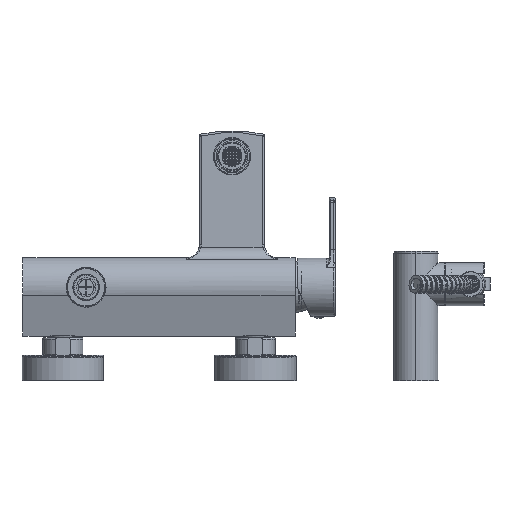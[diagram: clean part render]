
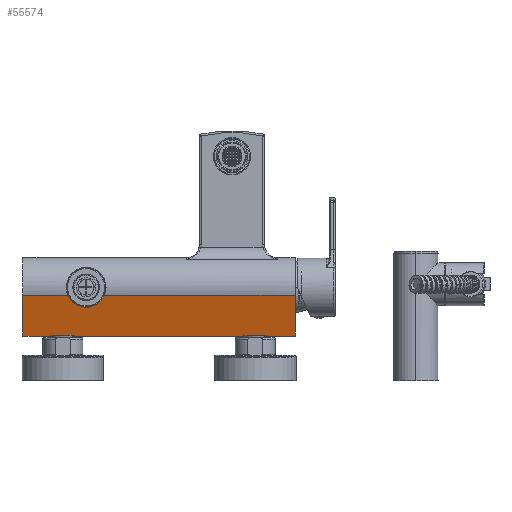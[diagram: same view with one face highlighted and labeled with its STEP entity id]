
A CAD part, front view. The second image highlights one B-rep face of the part: STEP entity #55574.
In plain terms, the highlighted planar face has unit normal (0, -0.961, -0.277).
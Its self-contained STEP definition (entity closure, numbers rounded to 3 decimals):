
#4588=CARTESIAN_POINT('',(-42.665,-22.103,
-6.359));
#4685=CARTESIAN_POINT('',(-70.935,-22.103,
-6.359));
#4702=DIRECTION('',(-1.,0.,0.));
#4703=VECTOR('',#4702,35.065);
#4704=CARTESIAN_POINT('',(-70.935,-22.103,
-6.359));
#4705=LINE('',#4704,#4703);
#4706=DIRECTION('',(-1.,0.,0.));
#4707=VECTOR('',#4706,148.665);
#4708=CARTESIAN_POINT('',(106.,-22.103,-6.359));
#4709=LINE('',#4708,#4707);
#7808=CARTESIAN_POINT('',(-42.665,-22.103,
-6.359));
#7809=CARTESIAN_POINT('',(-42.812,-22.009,
-6.687));
#7810=CARTESIAN_POINT('',(-43.106,-21.838,
-7.282));
#7811=CARTESIAN_POINT('',(-43.548,-21.616,
-8.055));
#7812=CARTESIAN_POINT('',(-43.99,-21.419,
-8.738));
#7813=CARTESIAN_POINT('',(-44.579,-21.184,
-9.556));
#7814=CARTESIAN_POINT('',(-45.315,-20.93,
-10.436));
#7815=CARTESIAN_POINT('',(-46.198,-20.674,
-11.329));
#7816=CARTESIAN_POINT('',(-47.082,-20.454,
-12.093));
#7817=CARTESIAN_POINT('',(-48.26,-20.201,
-12.97));
#7818=CARTESIAN_POINT('',(-49.732,-19.951,
-13.842));
#7819=CARTESIAN_POINT('',(-51.499,-19.731,
-14.606));
#7820=CARTESIAN_POINT('',(-53.266,-19.581,
-15.128));
#7821=CARTESIAN_POINT('',(-55.033,-19.493,
-15.433));
#7822=CARTESIAN_POINT('',(-56.8,-19.464,-15.533));
#7823=CARTESIAN_POINT('',(-58.567,-19.493,
-15.433));
#7824=CARTESIAN_POINT('',(-60.334,-19.581,
-15.128));
#7825=CARTESIAN_POINT('',(-62.101,-19.731,
-14.606));
#7826=CARTESIAN_POINT('',(-63.868,-19.951,
-13.842));
#7827=CARTESIAN_POINT('',(-65.34,-20.201,
-12.97));
#7828=CARTESIAN_POINT('',(-66.518,-20.454,
-12.093));
#7829=CARTESIAN_POINT('',(-67.402,-20.674,
-11.329));
#7830=CARTESIAN_POINT('',(-68.285,-20.93,
-10.436));
#7831=CARTESIAN_POINT('',(-69.021,-21.184,
-9.556));
#7832=CARTESIAN_POINT('',(-69.61,-21.419,
-8.738));
#7833=CARTESIAN_POINT('',(-70.052,-21.616,
-8.055));
#7834=CARTESIAN_POINT('',(-70.494,-21.838,
-7.282));
#7835=CARTESIAN_POINT('',(-70.788,-22.009,
-6.687));
#7836=CARTESIAN_POINT('',(-70.935,-22.103,
-6.359));
#7838=DIRECTION('',(-1.,0.,0.));
#7839=VECTOR('',#7838,23.517);
#7840=CARTESIAN_POINT('',(106.,-13.,-38.));
#7841=LINE('',#7840,#7839);
#7842=CARTESIAN_POINT('',(82.483,-13.,-38.));
#7843=CARTESIAN_POINT('',(82.4,-13.048,
-37.833));
#7844=CARTESIAN_POINT('',(82.314,-13.096,
-37.666));
#7845=CARTESIAN_POINT('',(82.228,-13.144,-37.5));
#7847=DIRECTION('',(1.,0.,0.));
#7848=VECTOR('',#7847,14.455);
#7849=CARTESIAN_POINT('',(67.772,-13.144,-37.5));
#7850=LINE('',#7849,#7848);
#7851=CARTESIAN_POINT('',(67.772,-13.144,-37.5));
#7852=CARTESIAN_POINT('',(67.686,-13.096,
-37.666));
#7853=CARTESIAN_POINT('',(67.6,-13.048,
-37.833));
#7854=CARTESIAN_POINT('',(67.517,-13.,-38.));
#7856=DIRECTION('',(-1.,0.,0.));
#7857=VECTOR('',#7856,135.033);
#7858=CARTESIAN_POINT('',(67.517,-13.,-38.));
#7859=LINE('',#7858,#7857);
#7860=CARTESIAN_POINT('',(-67.772,-13.144,-37.5));
#7861=CARTESIAN_POINT('',(-67.686,-13.096,
-37.666));
#7862=CARTESIAN_POINT('',(-67.6,-13.048,
-37.833));
#7863=CARTESIAN_POINT('',(-67.517,-13.,-38.));
#7865=DIRECTION('',(-1.,0.,0.));
#7866=VECTOR('',#7865,14.455);
#7867=CARTESIAN_POINT('',(-67.772,-13.144,-37.5));
#7868=LINE('',#7867,#7866);
#7869=CARTESIAN_POINT('',(-82.483,-13.,-38.));
#7870=CARTESIAN_POINT('',(-82.4,-13.048,
-37.833));
#7871=CARTESIAN_POINT('',(-82.314,-13.096,
-37.666));
#7872=CARTESIAN_POINT('',(-82.228,-13.144,-37.5));
#7874=DIRECTION('',(-1.,0.,0.));
#7875=VECTOR('',#7874,23.517);
#7876=CARTESIAN_POINT('',(-82.483,-13.,-38.));
#7877=LINE('',#7876,#7875);
#7882=DIRECTION('',(0.,-0.276,0.961));
#7883=VECTOR('',#7882,32.924);
#7884=CARTESIAN_POINT('',(106.,-13.,-38.));
#7885=LINE('',#7884,#7883);
#7988=DIRECTION('',(0.,-0.276,0.961));
#7989=VECTOR('',#7988,32.924);
#7990=CARTESIAN_POINT('',(-106.,-13.,-38.));
#7991=LINE('',#7990,#7989);
#40388=CARTESIAN_POINT('',(106.,-13.,-38.));
#40390=VERTEX_POINT('',#40388);
#40391=CARTESIAN_POINT('',(106.,-22.103,-6.359));
#40393=VERTEX_POINT('',#40391);
#40396=CARTESIAN_POINT('',(-106.,-13.,-38.));
#40398=VERTEX_POINT('',#40396);
#40399=CARTESIAN_POINT('',(-106.,-22.103,-6.359));
#40401=VERTEX_POINT('',#40399);
#40516=CARTESIAN_POINT('',(67.772,-13.144,-37.5));
#40517=CARTESIAN_POINT('',(82.228,-13.144,-37.5));
#40518=VERTEX_POINT('',#40516);
#40519=VERTEX_POINT('',#40517);
#40520=VERTEX_POINT('',#7842);
#40521=VERTEX_POINT('',#7854);
#40528=CARTESIAN_POINT('',(-82.228,-13.144,-37.5));
#40530=VERTEX_POINT('',#40528);
#40533=CARTESIAN_POINT('',(-67.772,-13.144,-37.5));
#40535=VERTEX_POINT('',#40533);
#40536=VERTEX_POINT('',#7869);
#40537=VERTEX_POINT('',#7863);
#40606=VERTEX_POINT('',#4588);
#40607=VERTEX_POINT('',#4685);
#55542=CARTESIAN_POINT('',(106.,-13.,-38.));
#55543=DIRECTION('',(0.,-0.961,-0.276));
#55544=DIRECTION('',(0.,-0.276,0.961));
#55545=AXIS2_PLACEMENT_3D('',#55542,#55543,#55544);
#55546=PLANE('',#55545);
#55547=ORIENTED_EDGE('',*,*,#53132,.F.);
#55548=ORIENTED_EDGE('',*,*,#53105,.F.);
#55550=ORIENTED_EDGE('',*,*,#55549,.F.);
#55552=ORIENTED_EDGE('',*,*,#55551,.T.);
#55554=ORIENTED_EDGE('',*,*,#55553,.T.);
#55556=ORIENTED_EDGE('',*,*,#55555,.F.);
#55558=ORIENTED_EDGE('',*,*,#55557,.T.);
#55560=ORIENTED_EDGE('',*,*,#55559,.T.);
#55562=ORIENTED_EDGE('',*,*,#55561,.F.);
#55564=ORIENTED_EDGE('',*,*,#55563,.T.);
#55566=ORIENTED_EDGE('',*,*,#55565,.F.);
#55568=ORIENTED_EDGE('',*,*,#55567,.T.);
#55570=ORIENTED_EDGE('',*,*,#55569,.T.);
#55571=ORIENTED_EDGE('',*,*,#53097,.F.);
#55572=EDGE_LOOP('',(#55547,#55548,#55550,#55552,#55554,#55556,#55558,#55560,
#55562,#55564,#55566,#55568,#55570,#55571));
#55573=FACE_OUTER_BOUND('',#55572,.F.);
#55574=ADVANCED_FACE('',(#55573),#55546,.T.);
#7837=B_SPLINE_CURVE_WITH_KNOTS('',3,(#7808,#7809,#7810,#7811,#7812,#7813,#7814,
#7815,#7816,#7817,#7818,#7819,#7820,#7821,#7822,#7823,#7824,#7825,#7826,#7827,
#7828,#7829,#7830,#7831,#7832,#7833,#7834,#7835,#7836),.UNSPECIFIED.,.F.,.F.,(4,
1,1,1,1,1,1,1,1,1,1,1,1,1,1,1,1,1,1,1,1,1,1,1,1,1,4),(0.,0.016,0.031,
0.047,0.063,0.094,0.125,0.156,0.188,0.25,0.313,0.375,
0.438,0.5,0.563,0.625,0.688,0.75,0.813,0.844,0.875,
0.906,0.938,0.953,0.969,0.984,1.),.UNSPECIFIED.);
#7846=B_SPLINE_CURVE_WITH_KNOTS('',3,(#7842,#7843,#7844,#7845),.UNSPECIFIED.,
.F.,.F.,(4,4),(0.,1.),.UNSPECIFIED.);
#7855=B_SPLINE_CURVE_WITH_KNOTS('',3,(#7851,#7852,#7853,#7854),.UNSPECIFIED.,
.F.,.F.,(4,4),(0.,1.),.UNSPECIFIED.);
#7864=B_SPLINE_CURVE_WITH_KNOTS('',3,(#7860,#7861,#7862,#7863),.UNSPECIFIED.,
.F.,.F.,(4,4),(0.,1.),.UNSPECIFIED.);
#7873=B_SPLINE_CURVE_WITH_KNOTS('',3,(#7869,#7870,#7871,#7872),.UNSPECIFIED.,
.F.,.F.,(4,4),(0.,1.),.UNSPECIFIED.);
#53097=EDGE_CURVE('',#40607,#40401,#4705,.T.);
#53105=EDGE_CURVE('',#40393,#40606,#4709,.T.);
#53132=EDGE_CURVE('',#40606,#40607,#7837,.T.);
#55549=EDGE_CURVE('',#40390,#40393,#7885,.T.);
#55551=EDGE_CURVE('',#40390,#40520,#7841,.T.);
#55553=EDGE_CURVE('',#40520,#40519,#7846,.T.);
#55555=EDGE_CURVE('',#40518,#40519,#7850,.T.);
#55557=EDGE_CURVE('',#40518,#40521,#7855,.T.);
#55559=EDGE_CURVE('',#40521,#40537,#7859,.T.);
#55561=EDGE_CURVE('',#40535,#40537,#7864,.T.);
#55563=EDGE_CURVE('',#40535,#40530,#7868,.T.);
#55565=EDGE_CURVE('',#40536,#40530,#7873,.T.);
#55567=EDGE_CURVE('',#40536,#40398,#7877,.T.);
#55569=EDGE_CURVE('',#40398,#40401,#7991,.T.);
